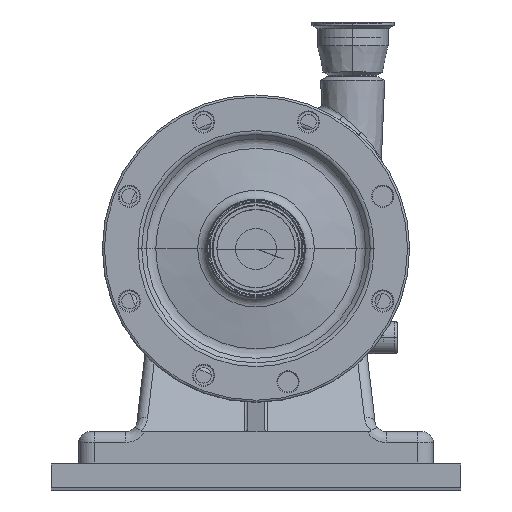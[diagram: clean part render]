
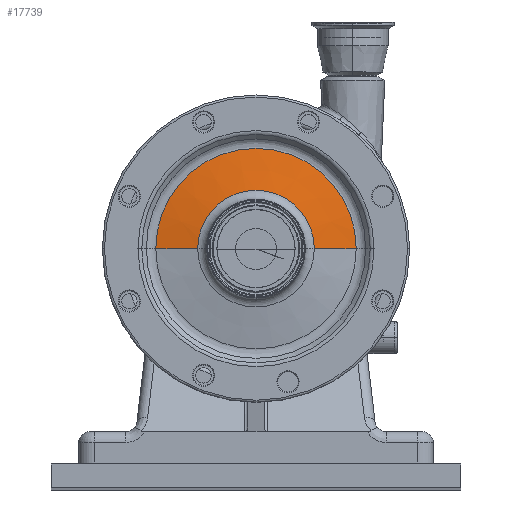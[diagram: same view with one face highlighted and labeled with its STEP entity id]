
A CAD part, top view. The second image highlights one B-rep face of the part: STEP entity #17739.
In plain terms, the highlighted conical face has half-angle 80 degrees and reference radius 93.263 mm.
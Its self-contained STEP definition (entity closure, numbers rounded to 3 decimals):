
#345 = AXIS2_PLACEMENT_3D ( 'NONE', #647, #3254, #30112 ) ;
#463 = VERTEX_POINT ( 'NONE', #12212 ) ;
#647 = CARTESIAN_POINT ( 'NONE',  ( 0., 0., 33.912 ) ) ;
#2173 = EDGE_CURVE ( 'NONE', #463, #31420, #23544, .T. ) ;
#3254 = DIRECTION ( 'NONE',  ( 0., 0., 1. ) ) ;
#3654 = FACE_OUTER_BOUND ( 'NONE', #28209, .T. ) ;
#3904 = ORIENTED_EDGE ( 'NONE', *, *, #31465, .F. ) ;
#6579 = DIRECTION ( 'NONE',  ( 0., 0., -1. ) ) ;
#7700 = LINE ( 'NONE', #18689, #25740 ) ;
#11307 = CARTESIAN_POINT ( 'NONE',  ( 93.264, 0., 33.912 ) ) ;
#11386 = DIRECTION ( 'NONE',  ( -0.985, 0., -0.174 ) ) ;
#12212 = CARTESIAN_POINT ( 'NONE',  ( 54.264, 0., 40.789 ) ) ;
#14072 = EDGE_CURVE ( 'NONE', #27852, #29601, #7700, .T. ) ;
#14427 = ORIENTED_EDGE ( 'NONE', *, *, #2173, .T. ) ;
#14919 = CONICAL_SURFACE ( 'NONE', #19062, 93.264, 1.396 ) ;
#16489 = DIRECTION ( 'NONE',  ( 1., 0., 0. ) ) ;
#16807 = DIRECTION ( 'NONE',  ( 0., 0., 1. ) ) ;
#17479 = CIRCLE ( 'NONE', #345, 93.264 ) ;
#17739 = ADVANCED_FACE ( 'NONE', ( #3654 ), #14919, .T. ) ;
#18393 = DIRECTION ( 'NONE',  ( 0.985, 0., -0.174 ) ) ;
#18448 = VECTOR ( 'NONE', #18393, 1000. ) ;
#18638 = CIRCLE ( 'NONE', #22758, 54.264 ) ;
#18689 = CARTESIAN_POINT ( 'NONE',  ( -93.264, 0., 33.912 ) ) ;
#19062 = AXIS2_PLACEMENT_3D ( 'NONE', #23409, #6579, #21632 ) ;
#21065 = CARTESIAN_POINT ( 'NONE',  ( -54.264, 0., 40.789 ) ) ;
#21632 = DIRECTION ( 'NONE',  ( -1., 0., 0. ) ) ;
#21956 = ORIENTED_EDGE ( 'NONE', *, *, #29096, .T. ) ;
#22758 = AXIS2_PLACEMENT_3D ( 'NONE', #26342, #16807, #16489 ) ;
#23409 = CARTESIAN_POINT ( 'NONE',  ( 0., 0., 33.912 ) ) ;
#23544 = LINE ( 'NONE', #28701, #18448 ) ;
#25740 = VECTOR ( 'NONE', #11386, 1000. ) ;
#26342 = CARTESIAN_POINT ( 'NONE',  ( 0., 0., 40.789 ) ) ;
#27852 = VERTEX_POINT ( 'NONE', #21065 ) ;
#28209 = EDGE_LOOP ( 'NONE', ( #3904, #14427, #21956, #31547 ) ) ;
#28701 = CARTESIAN_POINT ( 'NONE',  ( 93.264, 0., 33.912 ) ) ;
#29096 = EDGE_CURVE ( 'NONE', #31420, #29601, #17479, .T. ) ;
#29601 = VERTEX_POINT ( 'NONE', #31971 ) ;
#30112 = DIRECTION ( 'NONE',  ( 1., 0., 0. ) ) ;
#31420 = VERTEX_POINT ( 'NONE', #11307 ) ;
#31465 = EDGE_CURVE ( 'NONE', #463, #27852, #18638, .T. ) ;
#31547 = ORIENTED_EDGE ( 'NONE', *, *, #14072, .F. ) ;
#31971 = CARTESIAN_POINT ( 'NONE',  ( -93.264, 0., 33.912 ) ) ;
